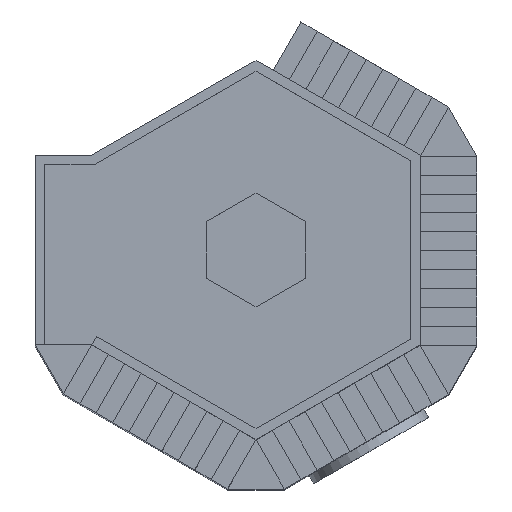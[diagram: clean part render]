
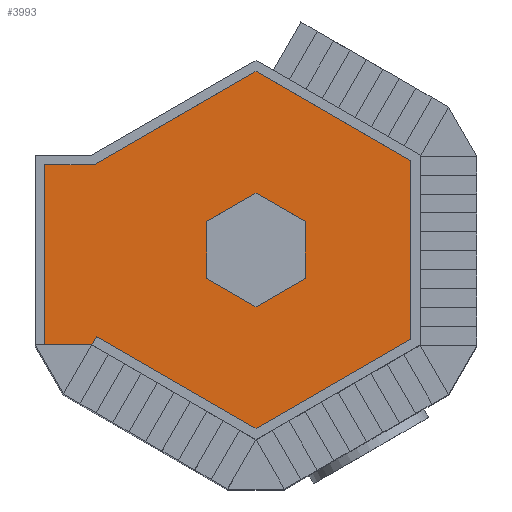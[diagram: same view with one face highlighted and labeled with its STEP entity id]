
A CAD part, top view. The second image highlights one B-rep face of the part: STEP entity #3993.
In plain terms, the highlighted planar face has unit normal (0, 0, 1).
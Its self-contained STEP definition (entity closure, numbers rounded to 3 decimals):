
#3864=CARTESIAN_POINT('',(0.,0.,4000.));
#3865=DIRECTION('',(0.,0.,1.));
#3866=DIRECTION('',(1.,0.,0.));
#3867=AXIS2_PLACEMENT_3D('',#3864,#3865,#3866);
#3868=PLANE('',#3867);
#3869=CARTESIAN_POINT('',(259.808,-150.,4000.));
#3870=VERTEX_POINT('',#3869);
#3871=CARTESIAN_POINT('',(259.808,150.,4000.));
#3872=VERTEX_POINT('',#3871);
#3873=CARTESIAN_POINT('',(259.808,-150.,4000.));
#3874=DIRECTION('',(0.,1.,0.));
#3875=VECTOR('',#3874,300.);
#3876=LINE('',#3873,#3875);
#3877=EDGE_CURVE('',#3870,#3872,#3876,.T.);
#3878=ORIENTED_EDGE('',*,*,#3877,.F.);
#3879=CARTESIAN_POINT('',(0.,-300.,4000.));
#3880=VERTEX_POINT('',#3879);
#3881=CARTESIAN_POINT('',(-0.,-300.,4000.));
#3882=DIRECTION('',(0.866,0.5,0.));
#3883=VECTOR('',#3882,300.);
#3884=LINE('',#3881,#3883);
#3885=EDGE_CURVE('',#3880,#3870,#3884,.T.);
#3886=ORIENTED_EDGE('',*,*,#3885,.F.);
#3887=CARTESIAN_POINT('',(-259.808,-150.,4000.));
#3888=VERTEX_POINT('',#3887);
#3889=CARTESIAN_POINT('',(-259.808,-150.,4000.));
#3890=DIRECTION('',(0.866,-0.5,0.));
#3891=VECTOR('',#3890,300.);
#3892=LINE('',#3889,#3891);
#3893=EDGE_CURVE('',#3888,#3880,#3892,.T.);
#3894=ORIENTED_EDGE('',*,*,#3893,.F.);
#3895=CARTESIAN_POINT('',(-259.808,150.,4000.));
#3896=VERTEX_POINT('',#3895);
#3897=CARTESIAN_POINT('',(-259.808,150.,4000.));
#3898=DIRECTION('',(-0.,-1.,0.));
#3899=VECTOR('',#3898,300.);
#3900=LINE('',#3897,#3899);
#3901=EDGE_CURVE('',#3896,#3888,#3900,.T.);
#3902=ORIENTED_EDGE('',*,*,#3901,.F.);
#3903=CARTESIAN_POINT('',(0.,300.,4000.));
#3904=VERTEX_POINT('',#3903);
#3905=CARTESIAN_POINT('',(0.,300.,4000.));
#3906=DIRECTION('',(-0.866,-0.5,0.));
#3907=VECTOR('',#3906,300.);
#3908=LINE('',#3905,#3907);
#3909=EDGE_CURVE('',#3904,#3896,#3908,.T.);
#3910=ORIENTED_EDGE('',*,*,#3909,.F.);
#3911=CARTESIAN_POINT('',(259.808,150.,4000.));
#3912=DIRECTION('',(-0.866,0.5,0.));
#3913=VECTOR('',#3912,300.);
#3914=LINE('',#3911,#3913);
#3915=EDGE_CURVE('',#3872,#3904,#3914,.T.);
#3916=ORIENTED_EDGE('',*,*,#3915,.F.);
#3917=EDGE_LOOP('',(#3878,#3886,#3894,#3902,#3910,#3916));
#3918=FACE_BOUND('',#3917,.T.);
#3919=CARTESIAN_POINT('',(-1116.025,450.,4000.));
#3920=VERTEX_POINT('',#3919);
#3921=CARTESIAN_POINT('',(-852.628,450.,4000.));
#3922=VERTEX_POINT('',#3921);
#3923=CARTESIAN_POINT('',(-1116.025,450.,4000.));
#3924=DIRECTION('',(1.,-0.,0.));
#3925=VECTOR('',#3924,263.397);
#3926=LINE('',#3923,#3925);
#3927=EDGE_CURVE('',#3920,#3922,#3926,.T.);
#3928=ORIENTED_EDGE('',*,*,#3927,.F.);
#3929=CARTESIAN_POINT('',(-1116.025,-500.,4000.));
#3930=VERTEX_POINT('',#3929);
#3931=CARTESIAN_POINT('',(-1116.025,450.,4000.));
#3932=DIRECTION('',(0.,-1.,0.));
#3933=VECTOR('',#3932,950.);
#3934=LINE('',#3931,#3933);
#3935=EDGE_CURVE('',#3920,#3930,#3934,.T.);
#3936=ORIENTED_EDGE('',*,*,#3935,.T.);
#3937=CARTESIAN_POINT('',(-866.025,-500.,4000.));
#3938=VERTEX_POINT('',#3937);
#3939=CARTESIAN_POINT('',(-1116.025,-500.,4000.));
#3940=DIRECTION('',(1.,-0.,0.));
#3941=VECTOR('',#3940,250.);
#3942=LINE('',#3939,#3941);
#3943=EDGE_CURVE('',#3930,#3938,#3942,.T.);
#3944=ORIENTED_EDGE('',*,*,#3943,.T.);
#3945=CARTESIAN_POINT('',(-841.025,-456.699,4000.));
#3946=VERTEX_POINT('',#3945);
#3947=CARTESIAN_POINT('',(-866.025,-500.,4000.));
#3948=DIRECTION('',(0.5,0.866,0.));
#3949=VECTOR('',#3948,50.);
#3950=LINE('',#3947,#3949);
#3951=EDGE_CURVE('',#3938,#3946,#3950,.T.);
#3952=ORIENTED_EDGE('',*,*,#3951,.T.);
#3953=CARTESIAN_POINT('',(0.,-942.265,4000.));
#3954=VERTEX_POINT('',#3953);
#3955=CARTESIAN_POINT('',(-841.025,-456.699,4000.));
#3956=DIRECTION('',(0.866,-0.5,0.));
#3957=VECTOR('',#3956,971.132);
#3958=LINE('',#3955,#3957);
#3959=EDGE_CURVE('',#3946,#3954,#3958,.T.);
#3960=ORIENTED_EDGE('',*,*,#3959,.T.);
#3961=CARTESIAN_POINT('',(816.025,-471.132,4000.));
#3962=VERTEX_POINT('',#3961);
#3963=CARTESIAN_POINT('',(-0.,-942.265,4000.));
#3964=DIRECTION('',(0.866,0.5,0.));
#3965=VECTOR('',#3964,942.265);
#3966=LINE('',#3963,#3965);
#3967=EDGE_CURVE('',#3954,#3962,#3966,.T.);
#3968=ORIENTED_EDGE('',*,*,#3967,.T.);
#3969=CARTESIAN_POINT('',(816.025,471.132,4000.));
#3970=VERTEX_POINT('',#3969);
#3971=CARTESIAN_POINT('',(816.025,-471.132,4000.));
#3972=DIRECTION('',(0.,1.,0.));
#3973=VECTOR('',#3972,942.265);
#3974=LINE('',#3971,#3973);
#3975=EDGE_CURVE('',#3962,#3970,#3974,.T.);
#3976=ORIENTED_EDGE('',*,*,#3975,.T.);
#3977=CARTESIAN_POINT('',(0.,942.265,4000.));
#3978=VERTEX_POINT('',#3977);
#3979=CARTESIAN_POINT('',(816.025,471.132,4000.));
#3980=DIRECTION('',(-0.866,0.5,0.));
#3981=VECTOR('',#3980,942.265);
#3982=LINE('',#3979,#3981);
#3983=EDGE_CURVE('',#3970,#3978,#3982,.T.);
#3984=ORIENTED_EDGE('',*,*,#3983,.T.);
#3985=CARTESIAN_POINT('',(0.,942.265,4000.));
#3986=DIRECTION('',(-0.866,-0.5,0.));
#3987=VECTOR('',#3986,984.53);
#3988=LINE('',#3985,#3987);
#3989=EDGE_CURVE('',#3978,#3922,#3988,.T.);
#3990=ORIENTED_EDGE('',*,*,#3989,.T.);
#3991=EDGE_LOOP('',(#3928,#3936,#3944,#3952,#3960,#3968,#3976,#3984,#3990));
#3992=FACE_BOUND('',#3991,.T.);
#3993=ADVANCED_FACE('',(#3918,#3992),#3868,.T.);
